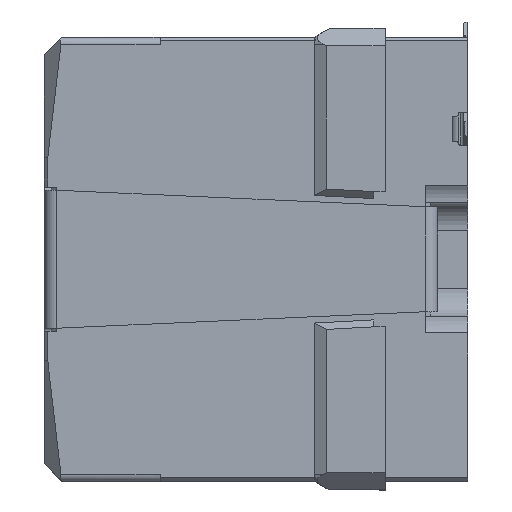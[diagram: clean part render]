
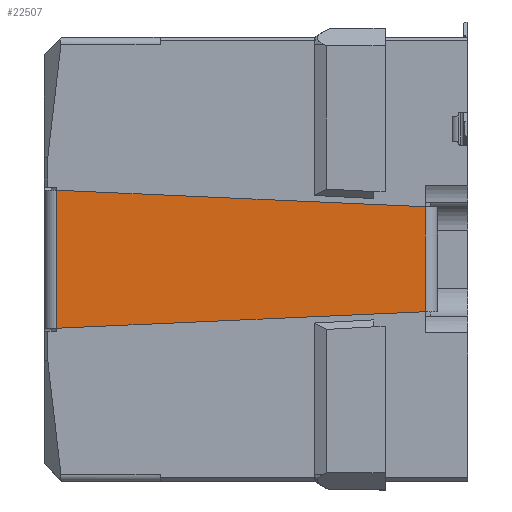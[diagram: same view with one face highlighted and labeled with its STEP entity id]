
A CAD part, left-side view. The second image highlights one B-rep face of the part: STEP entity #22507.
In plain terms, the highlighted planar face has unit normal (-1, 0, 0).
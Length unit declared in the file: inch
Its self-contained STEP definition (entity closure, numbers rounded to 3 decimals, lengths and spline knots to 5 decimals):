
#150 = VECTOR ( 'NONE', #5871, 39.37008 ) ;
#209 = EDGE_CURVE ( 'NONE', #12046, #9086, #11676, .T. ) ;
#213 = AXIS2_PLACEMENT_3D ( 'NONE', #19545, #17419, #21553 ) ;
#518 = LINE ( 'NONE', #26163, #1191 ) ;
#1191 = VECTOR ( 'NONE', #22044, 39.37008 ) ;
#1414 = VERTEX_POINT ( 'NONE', #6031 ) ;
#1531 = CARTESIAN_POINT ( 'NONE',  ( -0.30512, -0.07164, 0.16394 ) ) ;
#2002 = CARTESIAN_POINT ( 'NONE',  ( -0.30512, -0.07969, 0.1643 ) ) ;
#2225 = EDGE_LOOP ( 'NONE', ( #18244, #27002, #25223, #3831, #21319, #16556, #3969, #3643 ) ) ;
#2397 = VERTEX_POINT ( 'NONE', #17092 ) ;
#3643 = ORIENTED_EDGE ( 'NONE', *, *, #7393, .T. ) ;
#3780 = EDGE_CURVE ( 'NONE', #17248, #1414, #8809, .T. ) ;
#3831 = ORIENTED_EDGE ( 'NONE', *, *, #14562, .T. ) ;
#3969 = ORIENTED_EDGE ( 'NONE', *, *, #9463, .F. ) ;
#4136 = FACE_OUTER_BOUND ( 'NONE', #2225, .T. ) ;
#4694 = DIRECTION ( 'NONE',  ( 0., -0.999, -0.045 ) ) ;
#5594 = CARTESIAN_POINT ( 'NONE',  ( -0.30512, -0.33402, 0.29391 ) ) ;
#5780 = LINE ( 'NONE', #1531, #14211 ) ;
#5871 = DIRECTION ( 'NONE',  ( 0., 0.999, -0.045 ) ) ;
#6031 = CARTESIAN_POINT ( 'NONE',  ( -0.30512, -0.07164, 0.30567 ) ) ;
#7393 = EDGE_CURVE ( 'NONE', #22499, #2397, #10218, .T. ) ;
#7845 = LINE ( 'NONE', #20604, #20992 ) ;
#8196 = DIRECTION ( 'NONE',  ( 0., -0.999, -0.045 ) ) ;
#8809 = LINE ( 'NONE', #10656, #22036 ) ;
#9086 = VERTEX_POINT ( 'NONE', #22804 ) ;
#9113 = EDGE_CURVE ( 'NONE', #21919, #12046, #27488, .T. ) ;
#9463 = EDGE_CURVE ( 'NONE', #22499, #16169, #5780, .T. ) ;
#10218 = LINE ( 'NONE', #2002, #10563 ) ;
#10328 = CARTESIAN_POINT ( 'NONE',  ( -0.30512, -0.18306, 0.30066 ) ) ;
#10563 = VECTOR ( 'NONE', #27928, 39.37008 ) ;
#10656 = CARTESIAN_POINT ( 'NONE',  ( -0.30512, 0.08133, 0.31251 ) ) ;
#10902 = PLANE ( 'NONE',  #213 ) ;
#11064 = VECTOR ( 'NONE', #19904, 39.37008 ) ;
#11676 = LINE ( 'NONE', #21901, #11064 ) ;
#12046 = VERTEX_POINT ( 'NONE', #5594 ) ;
#14211 = VECTOR ( 'NONE', #25200, 39.37008 ) ;
#14562 = EDGE_CURVE ( 'NONE', #21919, #1414, #518, .T. ) ;
#16169 = VERTEX_POINT ( 'NONE', #16743 ) ;
#16556 = ORIENTED_EDGE ( 'NONE', *, *, #22140, .F. ) ;
#16626 = LINE ( 'NONE', #25297, #150 ) ;
#16743 = CARTESIAN_POINT ( 'NONE',  ( -0.30512, 0.08133, 0.1571 ) ) ;
#17092 = CARTESIAN_POINT ( 'NONE',  ( -0.30512, -0.18306, 0.16895 ) ) ;
#17248 = VERTEX_POINT ( 'NONE', #27145 ) ;
#17419 = DIRECTION ( 'NONE',  ( 1., 0., 0. ) ) ;
#18244 = ORIENTED_EDGE ( 'NONE', *, *, #20374, .F. ) ;
#19545 = CARTESIAN_POINT ( 'NONE',  ( -0.30512, -0.07164, 0.34307 ) ) ;
#19904 = DIRECTION ( 'NONE',  ( 0., 0., -1. ) ) ;
#20374 = EDGE_CURVE ( 'NONE', #9086, #2397, #16626, .T. ) ;
#20604 = CARTESIAN_POINT ( 'NONE',  ( -0.30512, 0.08133, 0.34307 ) ) ;
#20992 = VECTOR ( 'NONE', #25568, 39.37008 ) ;
#21319 = ORIENTED_EDGE ( 'NONE', *, *, #3780, .F. ) ;
#21553 = DIRECTION ( 'NONE',  ( 0., 1., 0. ) ) ;
#21684 = CARTESIAN_POINT ( 'NONE',  ( -0.30512, -0.07164, 0.16394 ) ) ;
#21901 = CARTESIAN_POINT ( 'NONE',  ( -0.30512, -0.33402, 0.34307 ) ) ;
#21908 = VECTOR ( 'NONE', #8196, 39.37008 ) ;
#21919 = VERTEX_POINT ( 'NONE', #22797 ) ;
#22036 = VECTOR ( 'NONE', #4694, 39.37008 ) ;
#22044 = DIRECTION ( 'NONE',  ( 0., 0.999, 0.045 ) ) ;
#22140 = EDGE_CURVE ( 'NONE', #16169, #17248, #7845, .T. ) ;
#22499 = VERTEX_POINT ( 'NONE', #21684 ) ;
#22507 = ADVANCED_FACE ( 'R�duction de d�tails1_394', ( #4136 ), #10902, .F. ) ;
#22797 = CARTESIAN_POINT ( 'NONE',  ( -0.30512, -0.18306, 0.30066 ) ) ;
#22804 = CARTESIAN_POINT ( 'NONE',  ( -0.30512, -0.33402, 0.1757 ) ) ;
#25200 = DIRECTION ( 'NONE',  ( 0., 0.999, -0.045 ) ) ;
#25223 = ORIENTED_EDGE ( 'NONE', *, *, #9113, .F. ) ;
#25297 = CARTESIAN_POINT ( 'NONE',  ( -0.30512, -0.33402, 0.1757 ) ) ;
#25568 = DIRECTION ( 'NONE',  ( 0., 0., 1. ) ) ;
#26163 = CARTESIAN_POINT ( 'NONE',  ( -0.30512, -0.06996, 0.30575 ) ) ;
#27002 = ORIENTED_EDGE ( 'NONE', *, *, #209, .F. ) ;
#27145 = CARTESIAN_POINT ( 'NONE',  ( -0.30512, 0.08133, 0.31251 ) ) ;
#27488 = LINE ( 'NONE', #10328, #21908 ) ;
#27928 = DIRECTION ( 'NONE',  ( 0., -0.999, 0.045 ) ) ;
